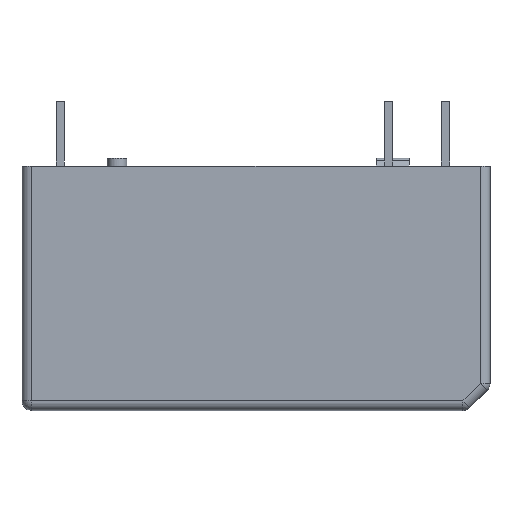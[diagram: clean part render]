
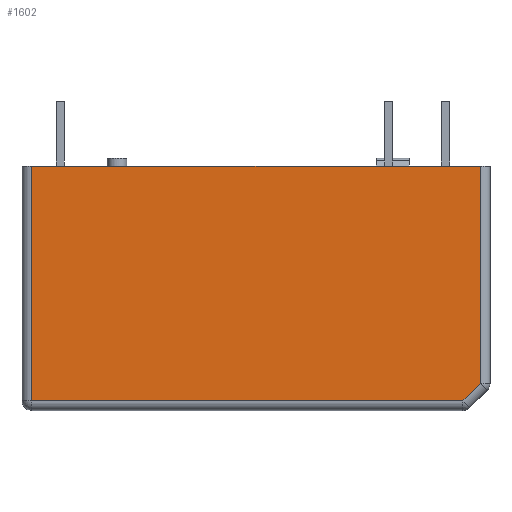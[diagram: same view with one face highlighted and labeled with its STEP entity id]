
A CAD part, front view. The second image highlights one B-rep face of the part: STEP entity #1602.
In plain terms, the highlighted planar face has unit normal (0, -1, 0).
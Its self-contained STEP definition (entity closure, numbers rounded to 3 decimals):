
#248=DIRECTION('',(1.,0.,0.));
#249=VECTOR('',#248,27.7);
#250=CARTESIAN_POINT('',(-13.85,-6.3,0.));
#251=LINE('',#250,#249);
#611=DIRECTION('',(0.,0.,-1.));
#612=VECTOR('',#611,13.431);
#613=CARTESIAN_POINT('',(13.85,-6.3,0.));
#614=LINE('',#613,#612);
#615=DIRECTION('',(0.707,0.,0.707));
#616=VECTOR('',#615,1.512);
#617=CARTESIAN_POINT('',(12.781,-6.3,-14.5));
#618=LINE('',#617,#616);
#619=DIRECTION('',(-1.,0.,0.));
#620=VECTOR('',#619,26.631);
#621=CARTESIAN_POINT('',(12.781,-6.3,-14.5));
#622=LINE('',#621,#620);
#623=DIRECTION('',(0.,0.,-1.));
#624=VECTOR('',#623,14.5);
#625=CARTESIAN_POINT('',(-13.85,-6.3,0.));
#626=LINE('',#625,#624);
#784=CARTESIAN_POINT('',(13.85,-6.3,0.));
#786=VERTEX_POINT('',#784);
#790=CARTESIAN_POINT('',(13.85,-6.3,-13.431));
#791=VERTEX_POINT('',#790);
#801=CARTESIAN_POINT('',(-13.85,-6.3,0.));
#803=VERTEX_POINT('',#801);
#804=CARTESIAN_POINT('',(-13.85,-6.3,-14.5));
#805=VERTEX_POINT('',#804);
#808=CARTESIAN_POINT('',(12.781,-6.3,-14.5));
#809=VERTEX_POINT('',#808);
#1589=CARTESIAN_POINT('',(-14.45,-6.3,0.));
#1590=DIRECTION('',(0.,-1.,0.));
#1591=DIRECTION('',(1.,0.,0.));
#1592=AXIS2_PLACEMENT_3D('',#1589,#1590,#1591);
#1593=PLANE('',#1592);
#1594=ORIENTED_EDGE('',*,*,#1572,.T.);
#1595=ORIENTED_EDGE('',*,*,#1515,.F.);
#1596=ORIENTED_EDGE('',*,*,#1459,.T.);
#1598=ORIENTED_EDGE('',*,*,#1597,.F.);
#1599=ORIENTED_EDGE('',*,*,#839,.T.);
#1600=EDGE_LOOP('',(#1594,#1595,#1596,#1598,#1599));
#1601=FACE_OUTER_BOUND('',#1600,.F.);
#839=EDGE_CURVE('',#803,#786,#251,.T.);
#1459=EDGE_CURVE('',#809,#805,#622,.T.);
#1515=EDGE_CURVE('',#809,#791,#618,.T.);
#1572=EDGE_CURVE('',#786,#791,#614,.T.);
#1597=EDGE_CURVE('',#803,#805,#626,.T.);
#1602=ADVANCED_FACE('',(#1601),#1593,.T.);
